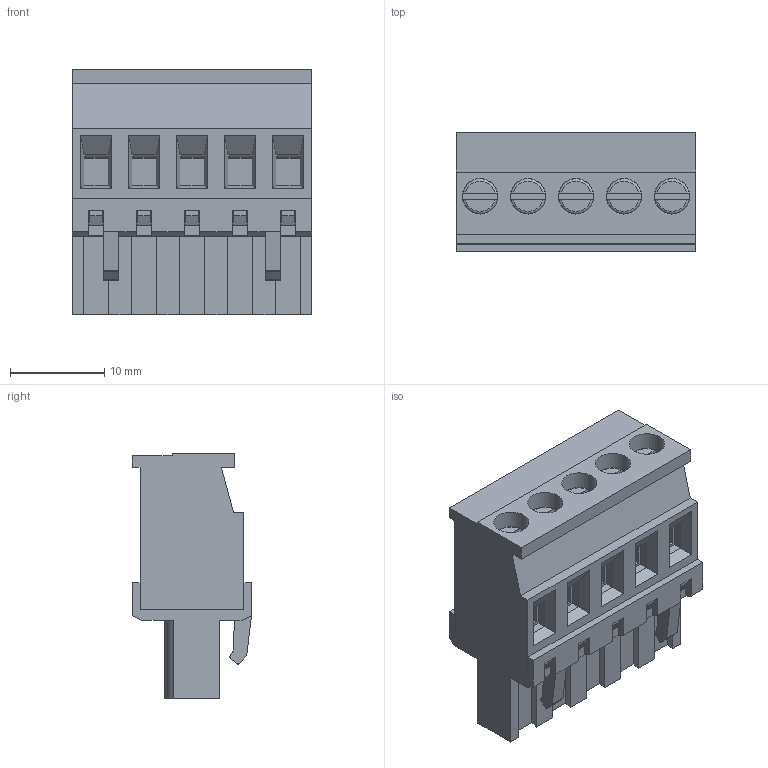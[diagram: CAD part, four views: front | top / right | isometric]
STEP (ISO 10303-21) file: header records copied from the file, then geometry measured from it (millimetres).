
FILE_DESCRIPTION( ( 'Unknown' ), '1' );
FILE_NAME( '691352510005.stp', 'Unknown', ( 'Unknown' ), ( 'Unknown' ), 'PSStep 14.0', 'Unknown', ' ' );
FILE_SCHEMA( ( 'AUTOMOTIVE_DESIGN { 1 0 10303 214 1 1 1 1 }' ) );
Length unit declared in the file: millimetre
Products named in the file (6): Assem1; 6913525100xx_CAGE; 6913525100xx; 6913525100xx_VIS; 691343510005; 691343510005_BAS
Assembly tree (17 placements, depth 2):
  Assem1
    6913525100xx_CAGE  x5
    6913525100xx  x5
    6913525100xx_VIS  x5
    691343510005
    691343510005_BAS
Bounding box: 25.4 x 12.6 x 26 mm (x, y, z)
Volume: 3934.6 mm3; surface area: 9272.8 mm2
Topology: 17 solids, 17 shells, 1061 faces, 2945 edges, 1916 vertices
Faces by surface type: plane 821, cylinder 210, cone 15, torus 15
Full cylindrical faces by diameter (mm): 1.5 x5, 2.2 x5, 2.7 x5, 2.9 x5, 3 x5, 3.7 x5, 3.75 x5
Entity records: 26130 total; most frequent: CARTESIAN_POINT 3699, ORIENTED_EDGE 3618, DIRECTION 3312, EDGE_CURVE 1809, LINE 1648, VECTOR 1648, VERTEX_POINT 1195, AXIS2_PLACEMENT_3D 832
